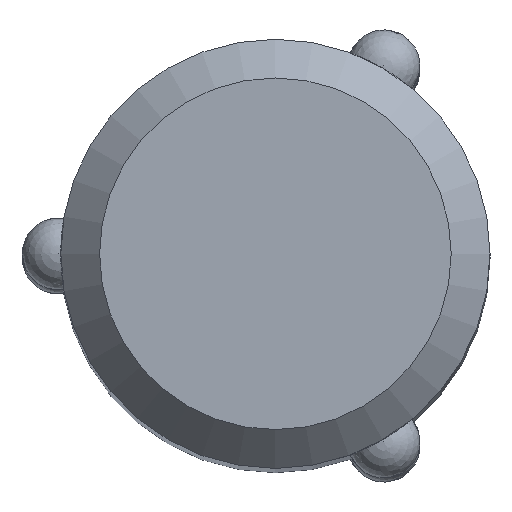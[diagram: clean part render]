
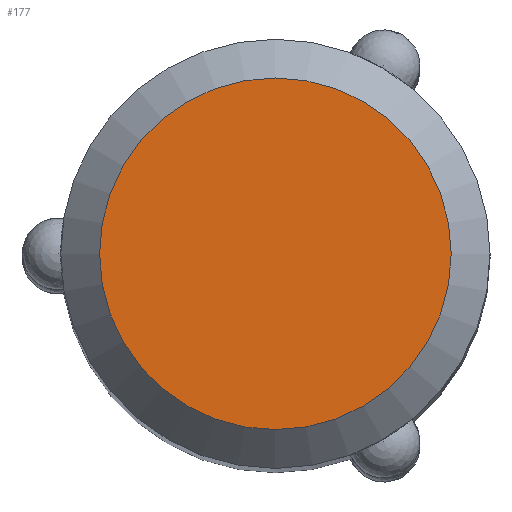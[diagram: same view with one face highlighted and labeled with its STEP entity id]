
A CAD part, top view. The second image highlights one B-rep face of the part: STEP entity #177.
In plain terms, the highlighted planar face has unit normal (0, 0, 1).
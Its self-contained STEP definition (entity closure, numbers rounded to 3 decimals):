
#22=PLANE('',#206);
#46=FACE_OUTER_BOUND('',#63,.T.);
#63=EDGE_LOOP('',(#152));
#85=CIRCLE('',#205,6.8);
#101=VERTEX_POINT('',#537);
#126=EDGE_CURVE('',#101,#101,#85,.T.);
#152=ORIENTED_EDGE('',*,*,#126,.F.);
#177=ADVANCED_FACE('',(#46),#22,.T.);
#205=AXIS2_PLACEMENT_3D('',#539,#238,#239);
#206=AXIS2_PLACEMENT_3D('',#540,#240,#241);
#238=DIRECTION('center_axis',(0.,0.,-1.));
#239=DIRECTION('ref_axis',(-1.,0.,0.));
#240=DIRECTION('center_axis',(0.,0.,1.));
#241=DIRECTION('ref_axis',(1.,0.,0.));
#537=CARTESIAN_POINT('',(6.8,0.,97.9));
#539=CARTESIAN_POINT('Origin',(0.,0.,97.9));
#540=CARTESIAN_POINT('Origin',(-8.4,0.,97.9));
